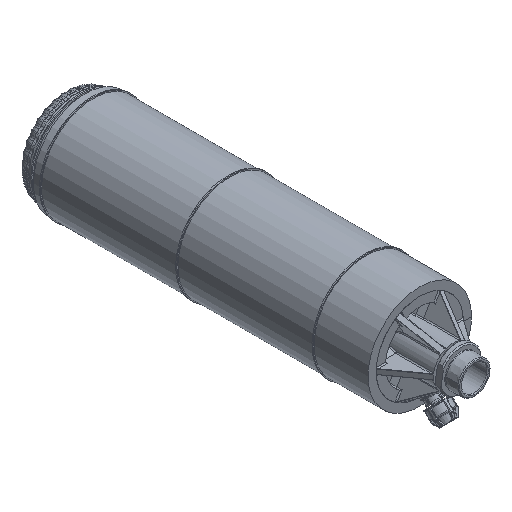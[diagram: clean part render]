
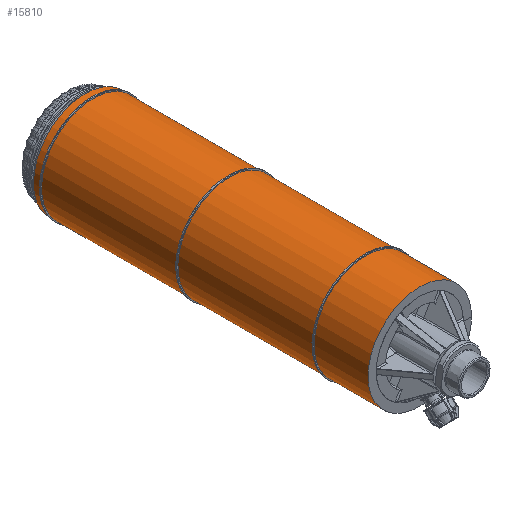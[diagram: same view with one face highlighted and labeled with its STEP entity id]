
A CAD part, isometric view. The second image highlights one B-rep face of the part: STEP entity #15810.
In plain terms, the highlighted cylindrical face has radius 95 mm (diameter 190 mm), a full revolution.
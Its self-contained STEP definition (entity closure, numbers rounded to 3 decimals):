
#483 = CARTESIAN_POINT ( 'NONE',  ( 95., 611.429, -0.017 ) ) ;
#741 = VECTOR ( 'NONE', #6615, 1000. ) ;
#902 = AXIS2_PLACEMENT_3D ( 'NONE', #34418, #2177, #19723 ) ;
#1268 = AXIS2_PLACEMENT_3D ( 'NONE', #27302, #9715, #30272 ) ;
#1831 = VECTOR ( 'NONE', #28645, 1000. ) ;
#2177 = DIRECTION ( 'NONE',  ( 0., -1., 0. ) ) ;
#5044 = CIRCLE ( 'NONE', #11128, 95. ) ;
#6615 = DIRECTION ( 'NONE',  ( 0., -1., 0. ) ) ;
#6907 = CARTESIAN_POINT ( 'NONE',  ( 0., 611.429, 0. ) ) ;
#8106 = CARTESIAN_POINT ( 'NONE',  ( 95., 1435.727, -0.017 ) ) ;
#8763 = LINE ( 'NONE', #8106, #1831 ) ;
#9715 = DIRECTION ( 'NONE',  ( 0., -1., 0. ) ) ;
#9829 = DIRECTION ( 'NONE',  ( 1., 0., 0. ) ) ;
#10493 = EDGE_LOOP ( 'NONE', ( #19622, #26960, #25543, #13114 ) ) ;
#10964 = EDGE_CURVE ( 'NONE', #30392, #25427, #8763, .T. ) ;
#11128 = AXIS2_PLACEMENT_3D ( 'NONE', #6907, #27439, #9829 ) ;
#12048 = CARTESIAN_POINT ( 'NONE',  ( 95., -2.571, 0. ) ) ;
#12733 = CARTESIAN_POINT ( 'NONE',  ( 95., -2.571, -0.017 ) ) ;
#13114 = ORIENTED_EDGE ( 'NONE', *, *, #23664, .F. ) ;
#15307 = EDGE_CURVE ( 'NONE', #21184, #37750, #31131, .T. ) ;
#15810 = ADVANCED_FACE ( 'NONE', ( #31577 ), #19977, .T. ) ;
#19622 = ORIENTED_EDGE ( 'NONE', *, *, #15307, .F. ) ;
#19723 = DIRECTION ( 'NONE',  ( 1., 0., 0. ) ) ;
#19977 = CYLINDRICAL_SURFACE ( 'NONE', #902, 95. ) ;
#21184 = VERTEX_POINT ( 'NONE', #37058 ) ;
#23664 = EDGE_CURVE ( 'NONE', #37750, #30392, #30898, .T. ) ;
#23674 = EDGE_CURVE ( 'NONE', #25427, #21184, #5044, .T. ) ;
#25427 = VERTEX_POINT ( 'NONE', #483 ) ;
#25543 = ORIENTED_EDGE ( 'NONE', *, *, #10964, .F. ) ;
#26960 = ORIENTED_EDGE ( 'NONE', *, *, #23674, .F. ) ;
#27302 = CARTESIAN_POINT ( 'NONE',  ( 0., -2.571, 0. ) ) ;
#27439 = DIRECTION ( 'NONE',  ( 0., 1., 0. ) ) ;
#28645 = DIRECTION ( 'NONE',  ( 0., 1., 0. ) ) ;
#30272 = DIRECTION ( 'NONE',  ( 1., 0., 0. ) ) ;
#30392 = VERTEX_POINT ( 'NONE', #12733 ) ;
#30898 = CIRCLE ( 'NONE', #1268, 95. ) ;
#31131 = LINE ( 'NONE', #35838, #741 ) ;
#31577 = FACE_OUTER_BOUND ( 'NONE', #10493, .T. ) ;
#34418 = CARTESIAN_POINT ( 'NONE',  ( 0., 1435.727, 0. ) ) ;
#35838 = CARTESIAN_POINT ( 'NONE',  ( 95., 304.429, 0. ) ) ;
#37058 = CARTESIAN_POINT ( 'NONE',  ( 95., 611.429, 0. ) ) ;
#37750 = VERTEX_POINT ( 'NONE', #12048 ) ;
